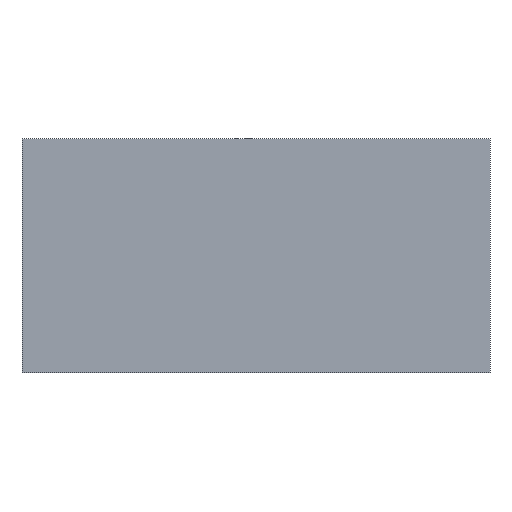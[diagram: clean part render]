
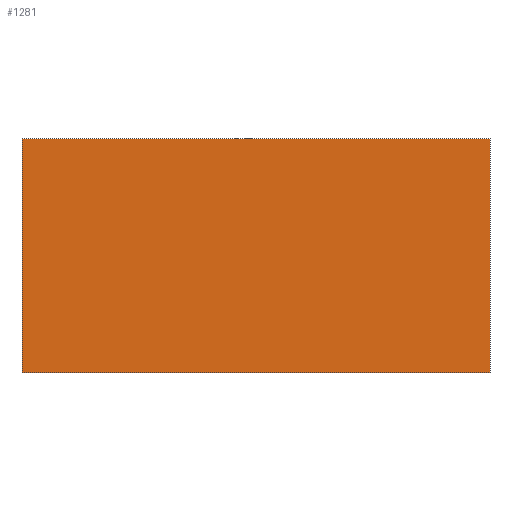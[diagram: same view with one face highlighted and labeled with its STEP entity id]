
A CAD part, front view. The second image highlights one B-rep face of the part: STEP entity #1281.
In plain terms, the highlighted planar face has unit normal (0, -1, 0).
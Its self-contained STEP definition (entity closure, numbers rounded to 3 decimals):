
#105=FACE_OUTER_BOUND('',#187,.T.);
#187=EDGE_LOOP('',(#1115,#1116,#1117,#1118));
#351=LINE('',#2015,#519);
#352=LINE('',#2017,#520);
#353=LINE('',#2019,#521);
#354=LINE('',#2020,#522);
#519=VECTOR('',#1665,10.);
#520=VECTOR('',#1666,10.);
#521=VECTOR('',#1667,10.);
#522=VECTOR('',#1668,10.);
#635=VERTEX_POINT('',#2013);
#636=VERTEX_POINT('',#2014);
#637=VERTEX_POINT('',#2016);
#638=VERTEX_POINT('',#2018);
#799=EDGE_CURVE('',#635,#636,#351,.T.);
#800=EDGE_CURVE('',#636,#637,#352,.T.);
#801=EDGE_CURVE('',#638,#637,#353,.T.);
#802=EDGE_CURVE('',#635,#638,#354,.T.);
#1115=ORIENTED_EDGE('',*,*,#799,.T.);
#1116=ORIENTED_EDGE('',*,*,#800,.T.);
#1117=ORIENTED_EDGE('',*,*,#801,.F.);
#1118=ORIENTED_EDGE('',*,*,#802,.F.);
#1211=PLANE('',#1371);
#1281=ADVANCED_FACE('',(#105),#1211,.T.);
#1371=AXIS2_PLACEMENT_3D('',#2012,#1663,#1664);
#1663=DIRECTION('center_axis',(0.,-1.,0.));
#1664=DIRECTION('ref_axis',(1.,0.,0.));
#1665=DIRECTION('',(1.,0.,0.));
#1666=DIRECTION('',(0.,0.,1.));
#1667=DIRECTION('',(1.,0.,0.));
#1668=DIRECTION('',(0.,0.,1.));
#2012=CARTESIAN_POINT('Origin',(-1.,-15.,0.));
#2013=CARTESIAN_POINT('',(-1.,-15.,0.));
#2014=CARTESIAN_POINT('',(1.,-15.,0.));
#2015=CARTESIAN_POINT('',(-1.,-15.,0.));
#2016=CARTESIAN_POINT('',(1.,-15.,1.));
#2017=CARTESIAN_POINT('',(1.,-15.,0.));
#2018=CARTESIAN_POINT('',(-1.,-15.,1.));
#2019=CARTESIAN_POINT('',(-1.,-15.,1.));
#2020=CARTESIAN_POINT('',(-1.,-15.,0.));
